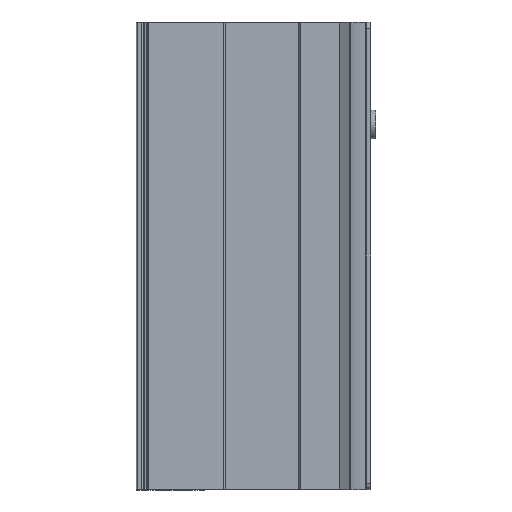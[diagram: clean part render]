
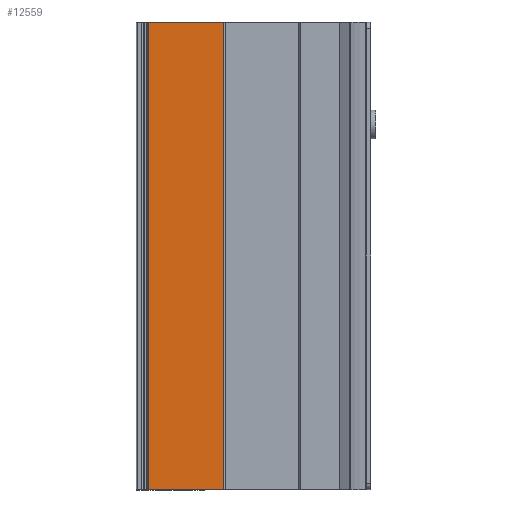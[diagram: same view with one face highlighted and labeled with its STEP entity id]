
A CAD part, front view. The second image highlights one B-rep face of the part: STEP entity #12559.
In plain terms, the highlighted planar face has unit normal (0, -1, 0).
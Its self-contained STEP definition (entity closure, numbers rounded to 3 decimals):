
#1958=ORIENTED_EDGE('',*,*,#4891,.T.);
#1959=ORIENTED_EDGE('',*,*,#4985,.F.);
#1960=ORIENTED_EDGE('',*,*,#4812,.F.);
#1961=ORIENTED_EDGE('',*,*,#4984,.T.);
#4812=EDGE_CURVE('',#6353,#6354,#7582,.T.);
#4891=EDGE_CURVE('',#6432,#6431,#7612,.T.);
#4984=EDGE_CURVE('',#6353,#6432,#7662,.T.);
#4985=EDGE_CURVE('',#6354,#6431,#7663,.T.);
#6353=VERTEX_POINT('',#20184);
#6354=VERTEX_POINT('',#20186);
#6431=VERTEX_POINT('',#20342);
#6432=VERTEX_POINT('',#20344);
#7582=LINE('',#20185,#8195);
#7612=LINE('',#20343,#8225);
#7662=LINE('',#20667,#8275);
#7663=LINE('',#20669,#8276);
#8195=VECTOR('',#15836,1000.);
#8225=VECTOR('',#15966,1000.);
#8275=VECTOR('',#16122,1000.);
#8276=VECTOR('',#16125,1000.);
#8800=EDGE_LOOP('',(#1958,#1959,#1960,#1961));
#10519=FACE_BOUND('',#8800,.T.);
#12175=PLANE('',#13948);
#12559=ADVANCED_FACE('',(#10519),#12175,.F.);
#13948=AXIS2_PLACEMENT_3D('',#20668,#16123,#16124);
#15836=DIRECTION('',(1.,0.,0.));
#15966=DIRECTION('',(1.,0.,0.));
#16122=DIRECTION('',(0.,0.,-1.));
#16123=DIRECTION('',(0.,1.,0.));
#16124=DIRECTION('',(0.,0.,1.));
#16125=DIRECTION('',(0.,0.,-1.));
#20184=CARTESIAN_POINT('',(69.,-23.,226.));
#20185=CARTESIAN_POINT('',(69.,-23.,226.));
#20186=CARTESIAN_POINT('',(105.5,-23.,226.));
#20342=CARTESIAN_POINT('',(105.5,-23.,0.));
#20343=CARTESIAN_POINT('',(69.,-23.,0.));
#20344=CARTESIAN_POINT('',(69.,-23.,0.));
#20667=CARTESIAN_POINT('',(69.,-23.,226.));
#20668=CARTESIAN_POINT('',(69.,-23.,226.));
#20669=CARTESIAN_POINT('',(105.5,-23.,226.));
